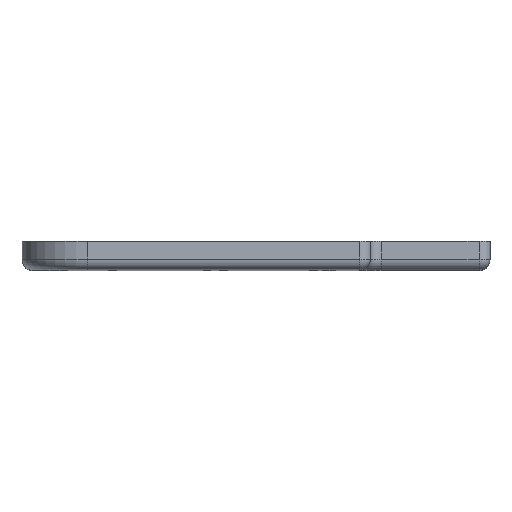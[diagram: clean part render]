
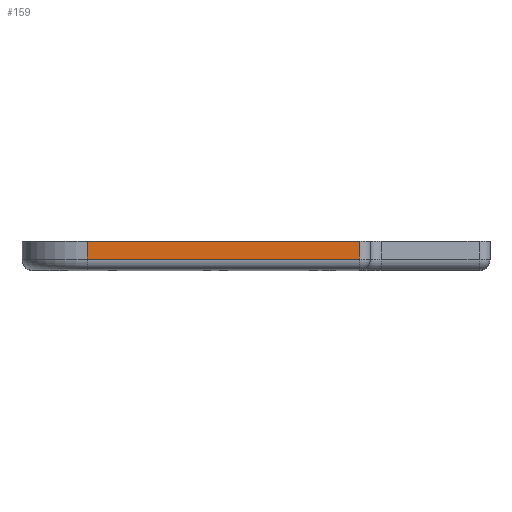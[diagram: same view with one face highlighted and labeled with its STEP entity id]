
A CAD part, top view. The second image highlights one B-rep face of the part: STEP entity #159.
In plain terms, the highlighted planar face has unit normal (0, 0, 1).
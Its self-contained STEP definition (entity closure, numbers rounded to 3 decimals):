
#19 = EDGE_CURVE ( 'NONE', #2708, #4399, #1535, .T. ) ;
#72 = ORIENTED_EDGE ( 'NONE', *, *, #4317, .T. ) ;
#108 = DIRECTION ( 'NONE',  ( 0., -1., 0. ) ) ;
#159 = ADVANCED_FACE ( 'NONE', ( #3057 ), #834, .F. ) ;
#162 = CARTESIAN_POINT ( 'NONE',  ( -80., 26.5, 0. ) ) ;
#227 = CARTESIAN_POINT ( 'NONE',  ( 45., 26.5, 0. ) ) ;
#581 = ORIENTED_EDGE ( 'NONE', *, *, #19, .T. ) ;
#834 = PLANE ( 'NONE',  #3623 ) ;
#889 = DIRECTION ( 'NONE',  ( 0., 0., -1. ) ) ;
#1116 = VECTOR ( 'NONE', #5650, 1000. ) ;
#1216 = VECTOR ( 'NONE', #2901, 1000. ) ;
#1535 = LINE ( 'NONE', #162, #3335 ) ;
#1606 = CARTESIAN_POINT ( 'NONE',  ( -110., 13.25, 0. ) ) ;
#2000 = DIRECTION ( 'NONE',  ( 0., 1., 0. ) ) ;
#2170 = DIRECTION ( 'NONE',  ( -1., 0., 0. ) ) ;
#2304 = LINE ( 'NONE', #4105, #1216 ) ;
#2619 = CARTESIAN_POINT ( 'NONE',  ( -110., 26.5, 0. ) ) ;
#2708 = VERTEX_POINT ( 'NONE', #2769 ) ;
#2769 = CARTESIAN_POINT ( 'NONE',  ( -80., 13.25, 0. ) ) ;
#2805 = VERTEX_POINT ( 'NONE', #4703 ) ;
#2901 = DIRECTION ( 'NONE',  ( 1., 0., 0. ) ) ;
#2906 = LINE ( 'NONE', #227, #3451 ) ;
#3057 = FACE_OUTER_BOUND ( 'NONE', #3986, .T. ) ;
#3335 = VECTOR ( 'NONE', #108, 1000. ) ;
#3451 = VECTOR ( 'NONE', #2000, 1000. ) ;
#3623 = AXIS2_PLACEMENT_3D ( 'NONE', #2619, #889, #2170 ) ;
#3678 = EDGE_CURVE ( 'NONE', #2708, #4321, #3871, .T. ) ;
#3871 = LINE ( 'NONE', #1606, #1116 ) ;
#3986 = EDGE_LOOP ( 'NONE', ( #5179, #581, #72, #5334 ) ) ;
#4105 = CARTESIAN_POINT ( 'NONE',  ( -110., 5., 0. ) ) ;
#4158 = CARTESIAN_POINT ( 'NONE',  ( -80., 5., 0. ) ) ;
#4317 = EDGE_CURVE ( 'NONE', #4399, #2805, #2304, .T. ) ;
#4321 = VERTEX_POINT ( 'NONE', #5061 ) ;
#4399 = VERTEX_POINT ( 'NONE', #4158 ) ;
#4676 = EDGE_CURVE ( 'NONE', #2805, #4321, #2906, .T. ) ;
#4703 = CARTESIAN_POINT ( 'NONE',  ( 45., 5., 0. ) ) ;
#5061 = CARTESIAN_POINT ( 'NONE',  ( 45., 13.25, 0. ) ) ;
#5179 = ORIENTED_EDGE ( 'NONE', *, *, #3678, .F. ) ;
#5334 = ORIENTED_EDGE ( 'NONE', *, *, #4676, .T. ) ;
#5650 = DIRECTION ( 'NONE',  ( 1., 0., 0. ) ) ;
